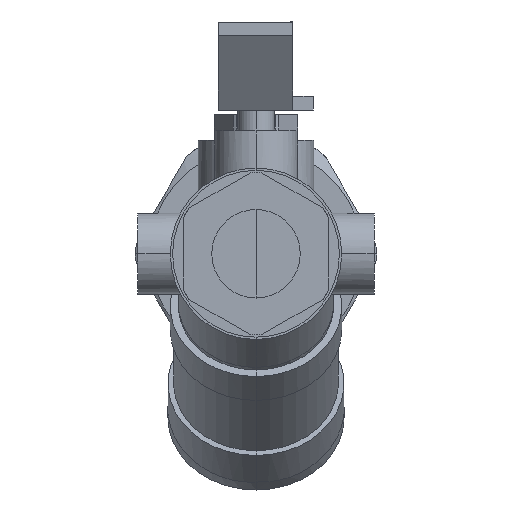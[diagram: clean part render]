
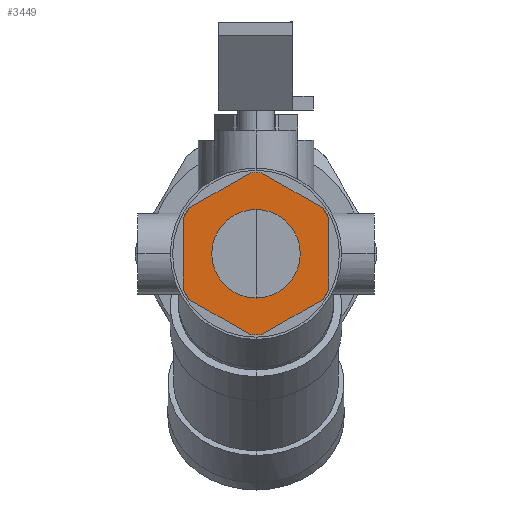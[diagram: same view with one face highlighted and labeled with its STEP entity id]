
A CAD part, left-side view. The second image highlights one B-rep face of the part: STEP entity #3449.
In plain terms, the highlighted planar face has unit normal (-1, 0, 0).
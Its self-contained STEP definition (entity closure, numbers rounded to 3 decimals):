
#170=FACE_BOUND($,#561,.T.);
#215=PLANE($,#3720);
#350=FACE_OUTER_BOUND($,#560,.T.);
#560=EDGE_LOOP($,(#2487,#2488,#2489,#2490,#2491,#2492,#2493,#2494,#2495,
#2496,#2497,#2498,#2499,#2500));
#561=EDGE_LOOP($,(#2501,#2502));
#789=LINE($,#5400,#1051);
#791=LINE($,#5403,#1053);
#793=LINE($,#5406,#1055);
#795=LINE($,#5409,#1057);
#797=LINE($,#5412,#1059);
#799=LINE($,#5415,#1061);
#1051=VECTOR($,#4251,15.256);
#1053=VECTOR($,#4255,15.256);
#1055=VECTOR($,#4259,15.256);
#1057=VECTOR($,#4263,15.256);
#1059=VECTOR($,#4267,15.256);
#1061=VECTOR($,#4271,15.256);
#1267=CIRCLE($,#3662,9.55);
#1269=CIRCLE($,#3665,9.55);
#1286=CIRCLE($,#3699,17.5);
#1287=CIRCLE($,#3701,17.5);
#1288=CIRCLE($,#3703,17.5);
#1289=CIRCLE($,#3705,17.5);
#1290=CIRCLE($,#3707,17.5);
#1291=CIRCLE($,#3709,17.5);
#1292=CIRCLE($,#3711,17.5);
#1293=CIRCLE($,#3713,17.5);
#1425=VERTEX_POINT($,#5099);
#1426=VERTEX_POINT($,#5101);
#1464=VERTEX_POINT($,#5355);
#1465=VERTEX_POINT($,#5357);
#1466=VERTEX_POINT($,#5361);
#1467=VERTEX_POINT($,#5363);
#1468=VERTEX_POINT($,#5367);
#1469=VERTEX_POINT($,#5369);
#1470=VERTEX_POINT($,#5373);
#1471=VERTEX_POINT($,#5375);
#1472=VERTEX_POINT($,#5379);
#1473=VERTEX_POINT($,#5381);
#1474=VERTEX_POINT($,#5385);
#1475=VERTEX_POINT($,#5387);
#1476=VERTEX_POINT($,#5391);
#1477=VERTEX_POINT($,#5395);
#1778=EDGE_CURVE($,#1426,#1425,#1267,.T.);
#1781=EDGE_CURVE($,#1425,#1426,#1269,.T.);
#1827=EDGE_CURVE($,#1465,#1464,#1286,.T.);
#1830=EDGE_CURVE($,#1467,#1466,#1287,.T.);
#1833=EDGE_CURVE($,#1469,#1468,#1288,.T.);
#1837=EDGE_CURVE($,#1470,#1471,#1289,.T.);
#1839=EDGE_CURVE($,#1473,#1472,#1290,.T.);
#1842=EDGE_CURVE($,#1475,#1474,#1291,.T.);
#1845=EDGE_CURVE($,#1468,#1476,#1292,.T.);
#1846=EDGE_CURVE($,#1477,#1470,#1293,.T.);
#1849=EDGE_CURVE($,#1471,#1465,#789,.T.);
#1851=EDGE_CURVE($,#1464,#1467,#791,.T.);
#1853=EDGE_CURVE($,#1466,#1469,#793,.T.);
#1855=EDGE_CURVE($,#1476,#1473,#795,.T.);
#1857=EDGE_CURVE($,#1472,#1475,#797,.T.);
#1859=EDGE_CURVE($,#1474,#1477,#799,.T.);
#2487=ORIENTED_EDGE($,*,*,#1849,.T.);
#2488=ORIENTED_EDGE($,*,*,#1827,.T.);
#2489=ORIENTED_EDGE($,*,*,#1851,.T.);
#2490=ORIENTED_EDGE($,*,*,#1830,.T.);
#2491=ORIENTED_EDGE($,*,*,#1853,.T.);
#2492=ORIENTED_EDGE($,*,*,#1833,.T.);
#2493=ORIENTED_EDGE($,*,*,#1845,.T.);
#2494=ORIENTED_EDGE($,*,*,#1855,.T.);
#2495=ORIENTED_EDGE($,*,*,#1839,.T.);
#2496=ORIENTED_EDGE($,*,*,#1857,.T.);
#2497=ORIENTED_EDGE($,*,*,#1842,.T.);
#2498=ORIENTED_EDGE($,*,*,#1859,.T.);
#2499=ORIENTED_EDGE($,*,*,#1846,.T.);
#2500=ORIENTED_EDGE($,*,*,#1837,.T.);
#2501=ORIENTED_EDGE($,*,*,#1781,.T.);
#2502=ORIENTED_EDGE($,*,*,#1778,.T.);
#3449=ADVANCED_FACE($,(#350,#170),#215,.T.);
#3662=AXIS2_PLACEMENT_3D($,#5102,#4109,#4110);
#3665=AXIS2_PLACEMENT_3D($,#5106,#4116,#4117);
#3699=AXIS2_PLACEMENT_3D($,#5358,#4205,#4206);
#3701=AXIS2_PLACEMENT_3D($,#5364,#4211,#4212);
#3703=AXIS2_PLACEMENT_3D($,#5370,#4217,#4218);
#3705=AXIS2_PLACEMENT_3D($,#5377,#4224,#4225);
#3707=AXIS2_PLACEMENT_3D($,#5382,#4229,#4230);
#3709=AXIS2_PLACEMENT_3D($,#5388,#4235,#4236);
#3711=AXIS2_PLACEMENT_3D($,#5393,#4241,#4242);
#3713=AXIS2_PLACEMENT_3D($,#5396,#4245,#4246);
#3720=AXIS2_PLACEMENT_3D($,#5416,#4272,#4273);
#4109=DIRECTION('center_axis',(1.,0.,0.));
#4110=DIRECTION('ref_axis',(0.,0.,
1.));
#4116=DIRECTION('center_axis',(1.,0.,0.));
#4117=DIRECTION('ref_axis',(0.,0.,
1.));
#4205=DIRECTION('center_axis',(-1.,0.,0.));
#4206=DIRECTION('ref_axis',(0.,0.,
1.));
#4211=DIRECTION('center_axis',(-1.,0.,0.));
#4212=DIRECTION('ref_axis',(0.,0.,
1.));
#4217=DIRECTION('center_axis',(-1.,0.,0.));
#4218=DIRECTION('ref_axis',(0.,0.,1.));
#4224=DIRECTION('center_axis',(-1.,0.,0.));
#4225=DIRECTION('ref_axis',(0.,-0.073,-0.997));
#4229=DIRECTION('center_axis',(-1.,0.,0.));
#4230=DIRECTION('ref_axis',(0.,0.,
1.));
#4235=DIRECTION('center_axis',(-1.,0.,0.));
#4236=DIRECTION('ref_axis',(0.,0.,
1.));
#4241=DIRECTION('center_axis',(-1.,0.,0.));
#4242=DIRECTION('ref_axis',(0.,0.073,0.997));
#4245=DIRECTION('center_axis',(-1.,0.,0.));
#4246=DIRECTION('ref_axis',(0.,0.,-1.));
#4251=DIRECTION($,(0.,-0.866,0.5));
#4255=DIRECTION($,(0.,0.,1.));
#4259=DIRECTION($,(0.,0.866,0.5));
#4263=DIRECTION($,(0.,0.866,-0.5));
#4267=DIRECTION($,(0.,0.,-1.));
#4271=DIRECTION($,(0.,-0.866,-0.5));
#4272=DIRECTION('center_axis',(-1.,0.,0.));
#4273=DIRECTION('ref_axis',(0.,-0.866,-0.5));
#5099=CARTESIAN_POINT('',(-52.361,0.,-9.55));
#5101=CARTESIAN_POINT('',(-52.361,0.,9.55));
#5102=CARTESIAN_POINT('Origin',(-52.361,0.,
0.));
#5106=CARTESIAN_POINT('Origin',(-52.361,0.,
0.));
#5355=CARTESIAN_POINT('',(-52.361,-15.75,-7.628));
#5357=CARTESIAN_POINT('',(-52.361,-14.481,-9.826));
#5358=CARTESIAN_POINT('Origin',(-52.361,0.,
0.));
#5361=CARTESIAN_POINT('',(-52.361,-14.481,9.826));
#5363=CARTESIAN_POINT('',(-52.361,-15.75,7.628));
#5364=CARTESIAN_POINT('Origin',(-52.361,0.,
0.));
#5367=CARTESIAN_POINT('',(-52.361,0.,17.5));
#5369=CARTESIAN_POINT('',(-52.361,-1.269,17.454));
#5370=CARTESIAN_POINT('Origin',(-52.361,0.,
0.));
#5373=CARTESIAN_POINT('',(-52.361,0.,-17.5));
#5375=CARTESIAN_POINT('',(-52.361,-1.269,-17.454));
#5377=CARTESIAN_POINT('Origin',(-52.361,0.,
0.));
#5379=CARTESIAN_POINT('',(-52.361,15.75,7.628));
#5381=CARTESIAN_POINT('',(-52.361,14.481,9.826));
#5382=CARTESIAN_POINT('Origin',(-52.361,0.,
0.));
#5385=CARTESIAN_POINT('',(-52.361,14.481,-9.826));
#5387=CARTESIAN_POINT('',(-52.361,15.75,-7.628));
#5388=CARTESIAN_POINT('Origin',(-52.361,0.,
0.));
#5391=CARTESIAN_POINT('',(-52.361,1.269,17.454));
#5393=CARTESIAN_POINT('Origin',(-52.361,0.,
0.));
#5395=CARTESIAN_POINT('',(-52.361,1.269,-17.454));
#5396=CARTESIAN_POINT('Origin',(-52.361,0.,
0.));
#5400=CARTESIAN_POINT($,(-52.361,-1.269,-17.454));
#5403=CARTESIAN_POINT($,(-52.361,-15.75,-7.628));
#5406=CARTESIAN_POINT($,(-52.361,-14.481,9.826));
#5409=CARTESIAN_POINT($,(-52.361,1.269,17.454));
#5412=CARTESIAN_POINT($,(-52.361,15.75,7.628));
#5415=CARTESIAN_POINT($,(-52.361,14.481,-9.826));
#5416=CARTESIAN_POINT('Origin',(-52.361,0.,
-18.187));
